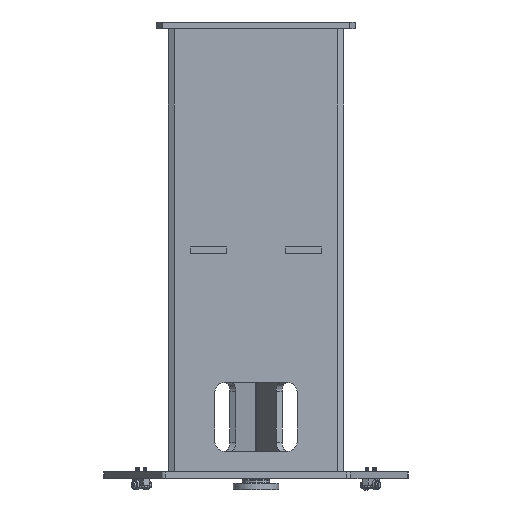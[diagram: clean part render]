
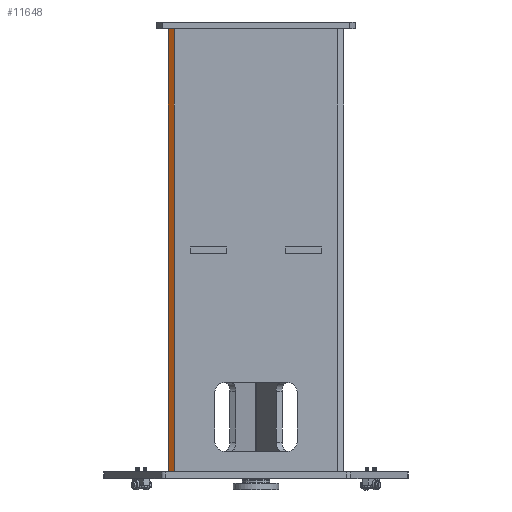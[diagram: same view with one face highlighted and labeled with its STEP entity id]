
A CAD part, front view. The second image highlights one B-rep face of the part: STEP entity #11648.
In plain terms, the highlighted planar face has unit normal (-0.5, -0.866, 0).
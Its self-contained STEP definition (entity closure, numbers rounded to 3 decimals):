
#914=PLANE('',#12518);
#1303=FACE_OUTER_BOUND('',#2012,.T.);
#2012=EDGE_LOOP('',(#8465,#8466,#8467,#8468));
#2830=LINE('',#16615,#3937);
#2862=LINE('',#16686,#3969);
#2890=LINE('',#16743,#3997);
#2904=LINE('',#16778,#4011);
#3937=VECTOR('',#13643,10.);
#3969=VECTOR('',#13691,10.);
#3997=VECTOR('',#13747,10.);
#4011=VECTOR('',#13787,10.);
#5289=VERTEX_POINT('',#16613);
#5290=VERTEX_POINT('',#16614);
#5321=VERTEX_POINT('',#16684);
#5336=VERTEX_POINT('',#16742);
#6468=EDGE_CURVE('',#5289,#5290,#2830,.T.);
#6504=EDGE_CURVE('',#5321,#5290,#2862,.T.);
#6532=EDGE_CURVE('',#5289,#5336,#2890,.T.);
#6550=EDGE_CURVE('',#5336,#5321,#2904,.T.);
#8465=ORIENTED_EDGE('',*,*,#6532,.F.);
#8466=ORIENTED_EDGE('',*,*,#6468,.T.);
#8467=ORIENTED_EDGE('',*,*,#6504,.F.);
#8468=ORIENTED_EDGE('',*,*,#6550,.F.);
#11648=ADVANCED_FACE('',(#1303),#914,.T.);
#12518=AXIS2_PLACEMENT_3D('',#16777,#13785,#13786);
#13643=DIRECTION('',(0.,0.,1.));
#13691=DIRECTION('',(0.866,-0.5,0.));
#13747=DIRECTION('',(-0.866,0.5,0.));
#13785=DIRECTION('center_axis',(-0.5,-0.866,0.));
#13786=DIRECTION('ref_axis',(0.866,-0.5,0.));
#13787=DIRECTION('',(0.,0.,1.));
#16613=CARTESIAN_POINT('',(-179.019,-103.357,0.));
#16614=CARTESIAN_POINT('',(-179.019,-103.357,970.));
#16615=CARTESIAN_POINT('',(-179.019,-103.357,0.));
#16684=CARTESIAN_POINT('',(-192.01,-95.857,970.));
#16686=CARTESIAN_POINT('',(-179.019,-103.357,970.));
#16742=CARTESIAN_POINT('',(-192.01,-95.857,0.));
#16743=CARTESIAN_POINT('',(-179.019,-103.357,0.));
#16777=CARTESIAN_POINT('Origin',(-192.01,-95.857,0.));
#16778=CARTESIAN_POINT('',(-192.01,-95.857,0.));
